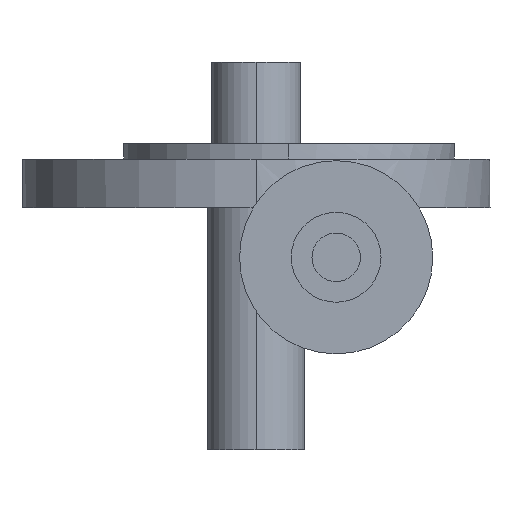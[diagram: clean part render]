
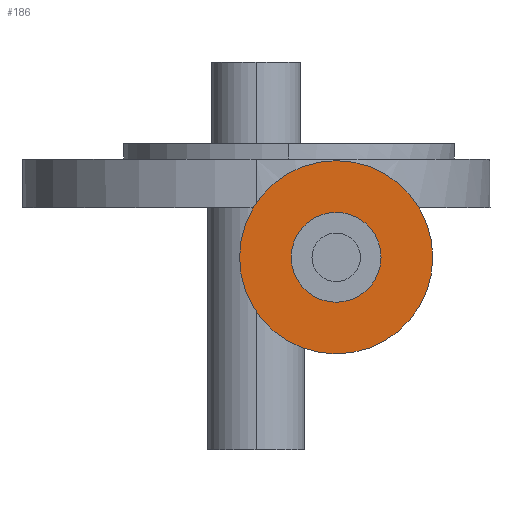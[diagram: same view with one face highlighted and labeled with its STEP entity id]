
A CAD part, left-side view. The second image highlights one B-rep face of the part: STEP entity #186.
In plain terms, the highlighted planar face has unit normal (-1, 0, 0).
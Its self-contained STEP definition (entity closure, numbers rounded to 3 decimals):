
#108=CARTESIAN_POINT('POINT7',(-35.938,-4.413,
   0.));
#109=VERTEX_POINT('VERTEX7',#108);
#116=CARTESIAN_POINT('POINT8',(-35.938,4.413,
   0.));
#117=VERTEX_POINT('VERTEX8',#116);
#118=CARTESIAN_POINT('POS14',(-35.938,
   0.,0.));
#119=DIRECTION('DIR24',(1.,0.,
   0.));
#120=DIRECTION('DIR25',(0.,1.,
   0.));
#121=AXIS2_PLACEMENT_3D('AXIS11',#118,#119,#120);
#122=CIRCLE('ELLIPSE7',#121,4.413);
#123=EDGE_CURVE('EDGE10',#117,#109,#122,.T.);
#139=CARTESIAN_POINT('POS17',(-35.938,
   0.,0.));
#140=DIRECTION('DIR29',(-1.,0.,
   0.));
#141=DIRECTION('DIR30',(0.,1.,
   0.));
#142=AXIS2_PLACEMENT_3D('AXIS13',#139,#140,#141);
#143=CIRCLE('ELLIPSE8',#142,4.413);
#144=EDGE_CURVE('EDGE12',#117,#109,#143,.T.);
#157=ORIENTED_EDGE('COEDGE23',*,*,#144,.F.);
#158=ORIENTED_EDGE('COEDGE24',*,*,#123,.T.);
#159=EDGE_LOOP('NONE',(#157,#158));
#160=FACE_BOUND('LOOP1',#159,.T.);
#161=CARTESIAN_POINT('POINT9',(-35.938,9.493,
   0.));
#162=VERTEX_POINT('VERTEX9',#161);
#163=CARTESIAN_POINT('POINT10',(-35.938,-9.493,
   0.));
#164=VERTEX_POINT('VERTEX10',#163);
#165=CARTESIAN_POINT('POS19',(-35.938,0.,0.))
   ;
#166=DIRECTION('DIR33',(1.,0.,0.));
#167=DIRECTION('DIR34',(0.,1.,0.));
#168=AXIS2_PLACEMENT_3D('AXIS15',#165,#166,#167);
#169=CIRCLE('ELLIPSE9',#168,9.493);
#170=EDGE_CURVE('EDGE13',#162,#164,#169,.T.);
#171=ORIENTED_EDGE('COEDGE25',*,*,#170,.F.);
#172=CARTESIAN_POINT('POS20',(-35.938,0.,0.))
   ;
#173=DIRECTION('DIR35',(-1.,0.,0.));
#174=DIRECTION('DIR36',(0.,1.,0.));
#175=AXIS2_PLACEMENT_3D('AXIS16',#172,#173,#174);
#176=CIRCLE('ELLIPSE10',#175,9.493);
#177=EDGE_CURVE('EDGE14',#162,#164,#176,.T.);
#178=ORIENTED_EDGE('COEDGE26',*,*,#177,.T.);
#179=EDGE_LOOP('NONE',(#171,#178));
#180=FACE_BOUND('LOOP1',#179,.T.);
#181=CARTESIAN_POINT('POS21',(-35.938,0.,0.))
   ;
#182=DIRECTION('DIR37',(1.,0.,0.));
#183=DIRECTION('DIR38',(0.,1.,0.));
#184=AXIS2_PLACEMENT_3D('AXIS17',#181,#182,#183);
#185=PLANE('PLANE3',#184);
#186=ADVANCED_FACE('FACE7',(#160,#180),#185,.F.);
